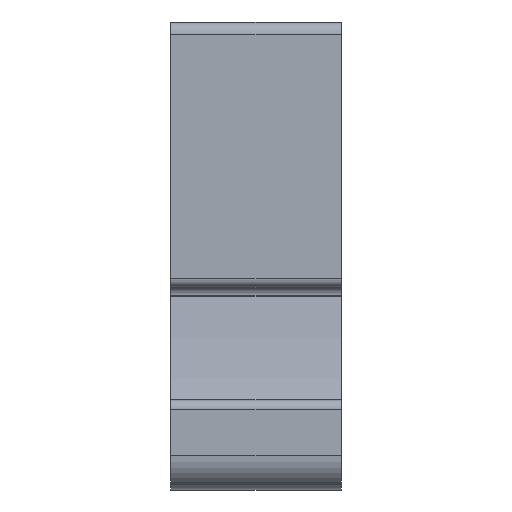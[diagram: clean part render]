
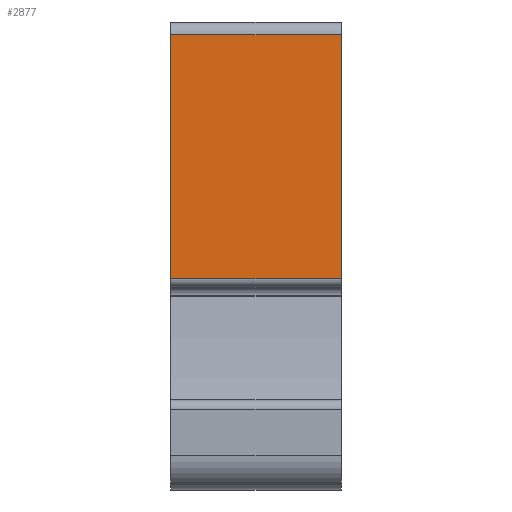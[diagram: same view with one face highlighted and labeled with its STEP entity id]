
A CAD part, front view. The second image highlights one B-rep face of the part: STEP entity #2877.
In plain terms, the highlighted planar face has unit normal (0, -1, 0).
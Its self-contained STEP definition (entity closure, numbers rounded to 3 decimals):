
#2864=AXIS2_PLACEMENT_3D('Plane Axis2P3D',#2861,#2862,#2863) ;
#266=CARTESIAN_POINT('Vertex',(0.,0.35,12.4)) ;
#269=CARTESIAN_POINT('Line Origine',(0.,0.35,19.554)) ;
#273=CARTESIAN_POINT('Vertex',(0.,0.35,26.709)) ;
#2258=CARTESIAN_POINT('Vertex',(10.,0.35,26.709)) ;
#2261=CARTESIAN_POINT('Line Origine',(10.,0.35,19.554)) ;
#2265=CARTESIAN_POINT('Vertex',(10.,0.35,12.4)) ;
#2849=CARTESIAN_POINT('Line Origine',(10.,0.35,12.4)) ;
#2861=CARTESIAN_POINT('Axis2P3D Location',(10.,0.35,26.709)) ;
#2866=CARTESIAN_POINT('Line Origine',(5.,0.35,26.709)) ;
#270=DIRECTION('Vector Direction',(0.,0.,-1.)) ;
#2262=DIRECTION('Vector Direction',(0.,0.,-1.)) ;
#2850=DIRECTION('Vector Direction',(1.,0.,0.)) ;
#2862=DIRECTION('Axis2P3D Direction',(0.,1.,-0.)) ;
#2863=DIRECTION('Axis2P3D XDirection',(-1.,0.,0.)) ;
#2867=DIRECTION('Vector Direction',(1.,0.,0.)) ;
#271=VECTOR('Line Direction',#270,1.) ;
#2263=VECTOR('Line Direction',#2262,1.) ;
#2851=VECTOR('Line Direction',#2850,1.) ;
#2868=VECTOR('Line Direction',#2867,1.) ;
#2872=ORIENTED_EDGE('',*,*,#275,.T.) ;
#2873=ORIENTED_EDGE('',*,*,#2853,.F.) ;
#2874=ORIENTED_EDGE('',*,*,#2267,.F.) ;
#2875=ORIENTED_EDGE('',*,*,#2870,.T.) ;
#2877=ADVANCED_FACE('V1',(#2876),#2865,.F.) ;
#275=EDGE_CURVE('',#274,#267,#272,.T.) ;
#2267=EDGE_CURVE('',#2259,#2266,#2264,.T.) ;
#2853=EDGE_CURVE('',#2266,#267,#2852,.F.) ;
#2870=EDGE_CURVE('',#2259,#274,#2869,.F.) ;
#2871=EDGE_LOOP('',(#2872,#2873,#2874,#2875)) ;
#2876=FACE_OUTER_BOUND('',#2871,.T.) ;
#272=LINE('Line',#269,#271) ;
#2264=LINE('Line',#2261,#2263) ;
#2852=LINE('Line',#2849,#2851) ;
#2869=LINE('Line',#2866,#2868) ;
#2865=PLANE('',#2864) ;
#267=VERTEX_POINT('',#266) ;
#274=VERTEX_POINT('',#273) ;
#2259=VERTEX_POINT('',#2258) ;
#2266=VERTEX_POINT('',#2265) ;
